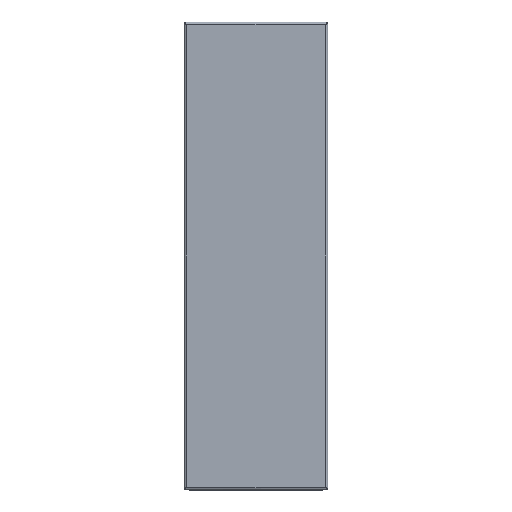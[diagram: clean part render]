
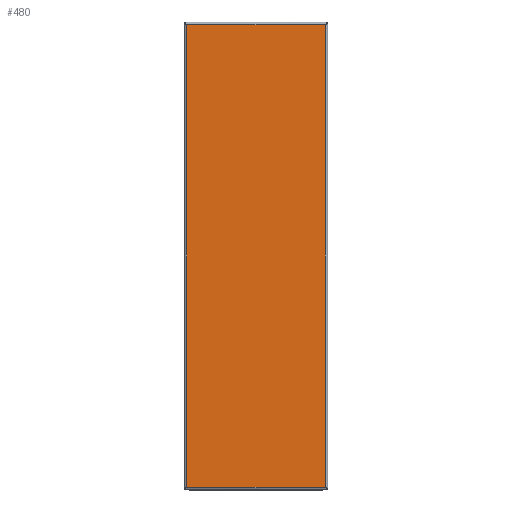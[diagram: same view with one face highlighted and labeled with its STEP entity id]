
A CAD part, left-side view. The second image highlights one B-rep face of the part: STEP entity #480.
In plain terms, the highlighted face is planar.
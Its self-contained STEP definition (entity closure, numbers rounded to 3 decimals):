
#386=B_SPLINE_CURVE_WITH_KNOTS('',1,(#2823,#2824),.UNSPECIFIED.,.F.,.F.,
(2,2),(0.,1.),.UNSPECIFIED.);
#388=B_SPLINE_CURVE_WITH_KNOTS('',1,(#2831,#2832),.UNSPECIFIED.,.F.,.F.,
(2,2),(0.,1.),.UNSPECIFIED.);
#389=B_SPLINE_CURVE_WITH_KNOTS('',1,(#2837,#2838),.UNSPECIFIED.,.F.,.F.,
(2,2),(0.,1.),.UNSPECIFIED.);
#390=B_SPLINE_CURVE_WITH_KNOTS('',1,(#2840,#2841),.UNSPECIFIED.,.F.,.F.,
(2,2),(0.,1.),.UNSPECIFIED.);
#480=ADVANCED_FACE('F37',(#630),#550,.T.);
#550=PLANE('',#1990);
#630=FACE_OUTER_BOUND('',#758,.T.);
#758=EDGE_LOOP('',(#1146,#1147,#1148,#1149));
#1146=ORIENTED_EDGE('',*,*,#1661,.F.);
#1147=ORIENTED_EDGE('',*,*,#1659,.F.);
#1148=ORIENTED_EDGE('',*,*,#1656,.F.);
#1149=ORIENTED_EDGE('',*,*,#1662,.F.);
#1376=VERTEX_POINT('',#2545);
#1402=VERTEX_POINT('',#2640);
#1446=VERTEX_POINT('',#2818);
#1450=VERTEX_POINT('',#2839);
#1656=EDGE_CURVE('E130',#1402,#1446,#386,.T.);
#1659=EDGE_CURVE('E112',#1446,#1376,#388,.T.);
#1661=EDGE_CURVE('E134',#1376,#1450,#389,.T.);
#1662=EDGE_CURVE('E118',#1450,#1402,#390,.T.);
#1990=AXIS2_PLACEMENT_3D('',#2842,#2288,#2289);
#2288=DIRECTION('',(0.,0.,1.));
#2289=DIRECTION('',(1.,0.,0.));
#2545=CARTESIAN_POINT('',(423.676,-225.595,-1036.761));
#2640=CARTESIAN_POINT('',(1060.676,-416.595,-1036.761));
#2818=CARTESIAN_POINT('',(423.676,-416.595,-1036.761));
#2823=CARTESIAN_POINT('',(1060.676,-416.595,-1036.761));
#2824=CARTESIAN_POINT('',(423.676,-416.595,-1036.761));
#2831=CARTESIAN_POINT('',(423.676,-416.595,-1036.761));
#2832=CARTESIAN_POINT('',(423.676,-225.595,-1036.761));
#2837=CARTESIAN_POINT('',(423.676,-225.595,-1036.761));
#2838=CARTESIAN_POINT('',(1060.676,-225.595,-1036.761));
#2839=CARTESIAN_POINT('',(1060.676,-225.595,-1036.761));
#2840=CARTESIAN_POINT('',(1060.676,-225.595,-1036.761));
#2841=CARTESIAN_POINT('',(1060.676,-416.595,-1036.761));
#2842=CARTESIAN_POINT('',(423.676,-416.595,-1036.761));
